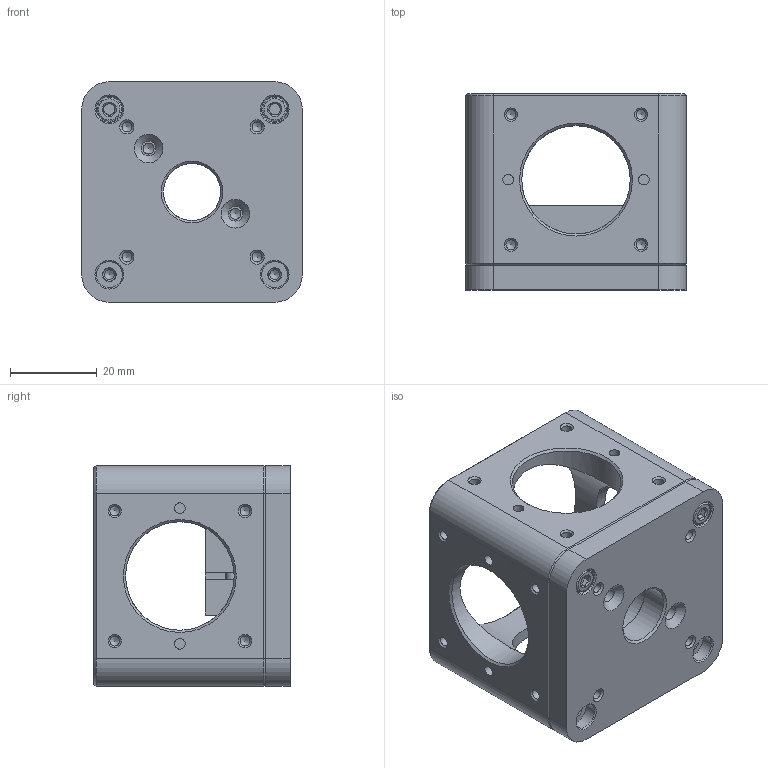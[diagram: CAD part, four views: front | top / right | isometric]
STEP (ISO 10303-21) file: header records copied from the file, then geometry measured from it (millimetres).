
FILE_DESCRIPTION (( 'STEP AP203' ), '1' );
FILE_NAME ('530163.STEP', '2025-05-07T05:35:33', ( 'Windows User' ), ( 'P R C' ), 'SwSTEP 2.0', 'SolidWorks 2020', '' );
FILE_SCHEMA (( 'CONFIG_CONTROL_DESIGN' ));
Length unit declared in the file: millimetre
Products named in the file (1): 530163
Bounding box: 50.8 x 45.2 x 50.8 mm (x, y, z)
Volume: 51157.4 mm3; surface area: 25465.9 mm2
Topology: 7 solids, 7 shells, 246 faces, 564 edges, 350 vertices
Faces by surface type: cone 87, plane 77, cylinder 75, bspline 7
Full cylindrical faces by diameter (mm): 2.261 x28, 2.44 x8, 2.5 x3, 3 x3, 3.15 x4, 3.4 x3, 5.5 x3, 6 x5, 13.2 x1, 25 x4, 44.5 x2, 45.72 x1, 49.53 x1
Entity records: 6418 total; most frequent: CARTESIAN_POINT 1668, DIRECTION 1005, ORIENTED_EDGE 714, EDGE_LOOP 446, AXIS2_PLACEMENT_3D 443, EDGE_CURVE 357, FACE_OUTER_BOUND 317, VERTEX_POINT 297
